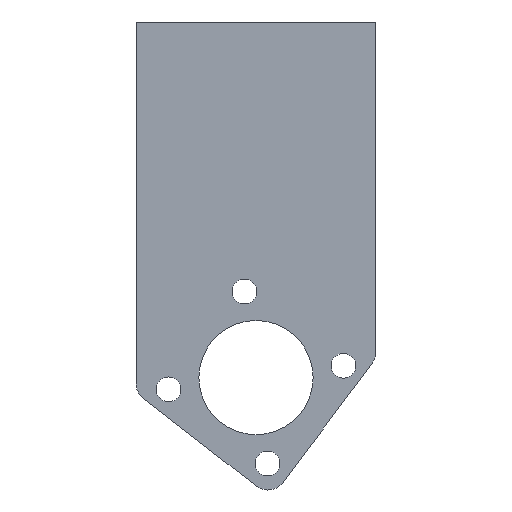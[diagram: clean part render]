
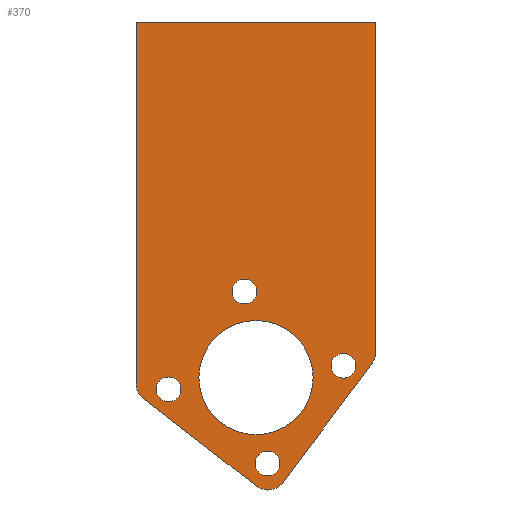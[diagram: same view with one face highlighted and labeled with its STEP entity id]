
A CAD part, front view. The second image highlights one B-rep face of the part: STEP entity #370.
In plain terms, the highlighted planar face has unit normal (0, -1, 0).
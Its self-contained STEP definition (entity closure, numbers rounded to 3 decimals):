
#1=CARTESIAN_POINT('',(0.,0.,-27.4));
#2=DIRECTION('',(0.,-1.,0.));
#3=DIRECTION('',(1.,0.,0.));
#4=AXIS2_PLACEMENT_3D('',#1,#2,#3);
#6=CARTESIAN_POINT('',(0.,0.,-27.4));
#7=DIRECTION('',(0.,-1.,0.));
#8=DIRECTION('',(-1.,0.,0.));
#9=AXIS2_PLACEMENT_3D('',#6,#7,#8);
#11=CARTESIAN_POINT('',(3.048,0.,-49.989));
#12=DIRECTION('',(0.,-1.,0.));
#13=DIRECTION('',(1.,0.,0.));
#14=AXIS2_PLACEMENT_3D('',#11,#12,#13);
#16=CARTESIAN_POINT('',(3.048,0.,-49.989));
#17=DIRECTION('',(0.,-1.,0.));
#18=DIRECTION('',(-1.,0.,0.));
#19=AXIS2_PLACEMENT_3D('',#16,#17,#18);
#21=CARTESIAN_POINT('',(-22.965,0.,-30.498));
#22=DIRECTION('',(0.,-1.,0.));
#23=DIRECTION('',(1.,0.,0.));
#24=AXIS2_PLACEMENT_3D('',#21,#22,#23);
#26=CARTESIAN_POINT('',(-22.965,0.,-30.498));
#27=DIRECTION('',(0.,-1.,0.));
#28=DIRECTION('',(-1.,0.,0.));
#29=AXIS2_PLACEMENT_3D('',#26,#27,#28);
#31=CARTESIAN_POINT('',(22.965,0.,-24.302));
#32=DIRECTION('',(0.,-1.,0.));
#33=DIRECTION('',(1.,0.,0.));
#34=AXIS2_PLACEMENT_3D('',#31,#32,#33);
#36=CARTESIAN_POINT('',(22.965,0.,-24.302));
#37=DIRECTION('',(0.,-1.,0.));
#38=DIRECTION('',(-1.,0.,0.));
#39=AXIS2_PLACEMENT_3D('',#36,#37,#38);
#41=CARTESIAN_POINT('',(-3.048,0.,-4.811));
#42=DIRECTION('',(0.,-1.,0.));
#43=DIRECTION('',(1.,0.,0.));
#44=AXIS2_PLACEMENT_3D('',#41,#42,#43);
#46=CARTESIAN_POINT('',(-3.048,0.,-4.811));
#47=DIRECTION('',(0.,-1.,0.));
#48=DIRECTION('',(-1.,0.,0.));
#49=AXIS2_PLACEMENT_3D('',#46,#47,#48);
#51=DIRECTION('',(0.,0.,1.));
#52=VECTOR('',#51,94.975);
#53=CARTESIAN_POINT('',(-31.5,0.,-28.975));
#54=LINE('',#53,#52);
#55=DIRECTION('',(0.,0.,-1.));
#56=VECTOR('',#55,86.713);
#57=CARTESIAN_POINT('',(31.5,0.,66.));
#58=LINE('',#57,#56);
#59=CARTESIAN_POINT('',(26.5,0.,-20.713));
#60=DIRECTION('',(0.,1.,0.));
#61=DIRECTION('',(1.,0.,0.));
#62=AXIS2_PLACEMENT_3D('',#59,#60,#61);
#64=DIRECTION('',(-0.6,0.,-0.8));
#65=VECTOR('',#64,39.011);
#66=CARTESIAN_POINT('',(30.501,0.,-23.711));
#67=LINE('',#66,#65);
#68=CARTESIAN_POINT('',(3.108,0.,-51.934));
#69=DIRECTION('',(0.,1.,0.));
#70=DIRECTION('',(0.8,0.,-0.6));
#71=AXIS2_PLACEMENT_3D('',#68,#69,#70);
#73=DIRECTION('',(-0.79,0.,0.613));
#74=VECTOR('',#73,37.467);
#75=CARTESIAN_POINT('',(0.045,0.,-55.885));
#76=LINE('',#75,#74);
#77=CARTESIAN_POINT('',(-26.5,0.,-28.975));
#78=DIRECTION('',(0.,1.,0.));
#79=DIRECTION('',(-0.613,0.,-0.79));
#80=AXIS2_PLACEMENT_3D('',#77,#78,#79);
#216=DIRECTION('',(1.,0.,0.));
#217=VECTOR('',#216,63.);
#218=CARTESIAN_POINT('',(-31.5,0.,66.));
#219=LINE('',#218,#217);
#245=CARTESIAN_POINT('',(15.,0.,-27.4));
#246=CARTESIAN_POINT('',(-15.,0.,-27.4));
#247=VERTEX_POINT('',#245);
#248=VERTEX_POINT('',#246);
#249=CARTESIAN_POINT('',(6.298,0.,-49.989));
#250=CARTESIAN_POINT('',(-0.202,0.,-49.989));
#251=VERTEX_POINT('',#249);
#252=VERTEX_POINT('',#250);
#253=CARTESIAN_POINT('',(-19.715,0.,-30.498));
#254=CARTESIAN_POINT('',(-26.215,0.,-30.498));
#255=VERTEX_POINT('',#253);
#256=VERTEX_POINT('',#254);
#257=CARTESIAN_POINT('',(26.215,0.,-24.302));
#258=CARTESIAN_POINT('',(19.715,0.,-24.302));
#259=VERTEX_POINT('',#257);
#260=VERTEX_POINT('',#258);
#261=CARTESIAN_POINT('',(0.202,0.,-4.811));
#262=CARTESIAN_POINT('',(-6.298,0.,-4.811));
#263=VERTEX_POINT('',#261);
#264=VERTEX_POINT('',#262);
#265=CARTESIAN_POINT('',(30.501,0.,-23.711));
#266=CARTESIAN_POINT('',(7.11,0.,-54.932));
#267=VERTEX_POINT('',#265);
#268=VERTEX_POINT('',#266);
#269=CARTESIAN_POINT('',(0.045,0.,-55.885));
#270=CARTESIAN_POINT('',(-29.564,0.,-32.927));
#271=VERTEX_POINT('',#269);
#272=VERTEX_POINT('',#270);
#301=CARTESIAN_POINT('',(-31.5,0.,-28.975));
#302=VERTEX_POINT('',#301);
#303=CARTESIAN_POINT('',(31.5,0.,-20.713));
#304=VERTEX_POINT('',#303);
#309=CARTESIAN_POINT('',(-31.5,0.,66.));
#310=CARTESIAN_POINT('',(31.5,0.,66.));
#311=VERTEX_POINT('',#309);
#312=VERTEX_POINT('',#310);
#317=CARTESIAN_POINT('',(0.,0.,0.));
#318=DIRECTION('',(0.,1.,0.));
#319=DIRECTION('',(1.,0.,0.));
#320=AXIS2_PLACEMENT_3D('',#317,#318,#319);
#321=PLANE('',#320);
#323=ORIENTED_EDGE('',*,*,#322,.T.);
#325=ORIENTED_EDGE('',*,*,#324,.T.);
#327=ORIENTED_EDGE('',*,*,#326,.T.);
#329=ORIENTED_EDGE('',*,*,#328,.T.);
#331=ORIENTED_EDGE('',*,*,#330,.T.);
#333=ORIENTED_EDGE('',*,*,#332,.T.);
#335=ORIENTED_EDGE('',*,*,#334,.T.);
#337=ORIENTED_EDGE('',*,*,#336,.T.);
#338=EDGE_LOOP('',(#323,#325,#327,#329,#331,#333,#335,#337));
#339=FACE_OUTER_BOUND('',#338,.F.);
#341=ORIENTED_EDGE('',*,*,#340,.T.);
#343=ORIENTED_EDGE('',*,*,#342,.T.);
#344=EDGE_LOOP('',(#341,#343));
#345=FACE_BOUND('',#344,.F.);
#347=ORIENTED_EDGE('',*,*,#346,.T.);
#349=ORIENTED_EDGE('',*,*,#348,.T.);
#350=EDGE_LOOP('',(#347,#349));
#351=FACE_BOUND('',#350,.F.);
#353=ORIENTED_EDGE('',*,*,#352,.T.);
#355=ORIENTED_EDGE('',*,*,#354,.T.);
#356=EDGE_LOOP('',(#353,#355));
#357=FACE_BOUND('',#356,.F.);
#359=ORIENTED_EDGE('',*,*,#358,.T.);
#361=ORIENTED_EDGE('',*,*,#360,.T.);
#362=EDGE_LOOP('',(#359,#361));
#363=FACE_BOUND('',#362,.F.);
#365=ORIENTED_EDGE('',*,*,#364,.T.);
#367=ORIENTED_EDGE('',*,*,#366,.T.);
#368=EDGE_LOOP('',(#365,#367));
#369=FACE_BOUND('',#368,.F.);
#370=ADVANCED_FACE('',(#339,#345,#351,#357,#363,#369),#321,.F.);
#5=CIRCLE('',#4,15.);
#10=CIRCLE('',#9,15.);
#15=CIRCLE('',#14,3.25);
#20=CIRCLE('',#19,3.25);
#25=CIRCLE('',#24,3.25);
#30=CIRCLE('',#29,3.25);
#35=CIRCLE('',#34,3.25);
#40=CIRCLE('',#39,3.25);
#45=CIRCLE('',#44,3.25);
#50=CIRCLE('',#49,3.25);
#63=CIRCLE('',#62,5.);
#72=CIRCLE('',#71,5.);
#81=CIRCLE('',#80,5.);
#322=EDGE_CURVE('',#302,#311,#54,.T.);
#324=EDGE_CURVE('',#311,#312,#219,.T.);
#326=EDGE_CURVE('',#312,#304,#58,.T.);
#328=EDGE_CURVE('',#304,#267,#63,.T.);
#330=EDGE_CURVE('',#267,#268,#67,.T.);
#332=EDGE_CURVE('',#268,#271,#72,.T.);
#334=EDGE_CURVE('',#271,#272,#76,.T.);
#336=EDGE_CURVE('',#272,#302,#81,.T.);
#340=EDGE_CURVE('',#251,#252,#15,.T.);
#342=EDGE_CURVE('',#252,#251,#20,.T.);
#346=EDGE_CURVE('',#255,#256,#25,.T.);
#348=EDGE_CURVE('',#256,#255,#30,.T.);
#352=EDGE_CURVE('',#259,#260,#35,.T.);
#354=EDGE_CURVE('',#260,#259,#40,.T.);
#358=EDGE_CURVE('',#263,#264,#45,.T.);
#360=EDGE_CURVE('',#264,#263,#50,.T.);
#364=EDGE_CURVE('',#247,#248,#5,.T.);
#366=EDGE_CURVE('',#248,#247,#10,.T.);
